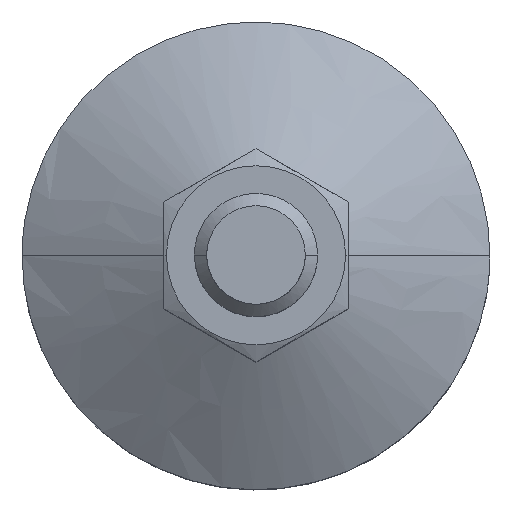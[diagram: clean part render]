
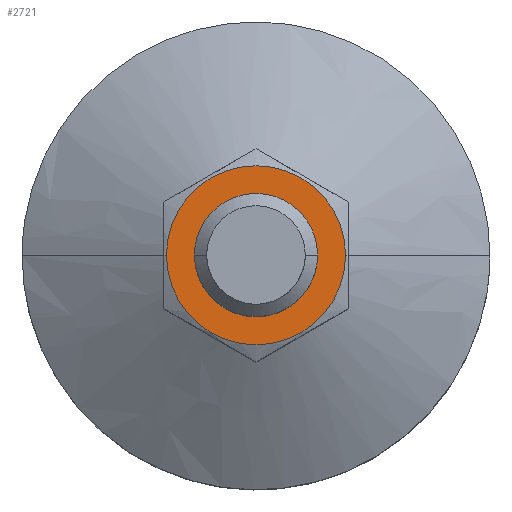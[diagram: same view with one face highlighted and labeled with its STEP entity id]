
A CAD part, top view. The second image highlights one B-rep face of the part: STEP entity #2721.
In plain terms, the highlighted planar face has unit normal (0, 0, 1).
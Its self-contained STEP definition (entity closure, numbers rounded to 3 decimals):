
#2247=CARTESIAN_POINT('',(0.394,0.0,3.305));
#2248=VERTEX_POINT('',#2247);
#2257=CARTESIAN_POINT('',(-0.394,0.,3.305));
#2258=VERTEX_POINT('',#2257);
#2259=CARTESIAN_POINT('',(0.0,0.0,3.305));
#2260=DIRECTION('',(0.0,0.0,1.0));
#2261=DIRECTION('',(1.0,0.0,0.0));
#2262=AXIS2_PLACEMENT_3D('',#2259,#2260,#2261);
#2263=CIRCLE('',#2262,0.394);
#2264=EDGE_CURVE('',#2248,#2258,#2263,.T.);
#2289=CARTESIAN_POINT('',(0.573,0.0,3.305));
#2290=VERTEX_POINT('',#2289);
#2299=CARTESIAN_POINT('',(-0.573,0.,3.305));
#2300=VERTEX_POINT('',#2299);
#2301=CARTESIAN_POINT('',(0.0,0.0,3.305));
#2302=DIRECTION('',(0.0,0.0,1.0));
#2303=DIRECTION('',(1.0,0.0,0.0));
#2304=AXIS2_PLACEMENT_3D('',#2301,#2302,#2303);
#2305=CIRCLE('',#2304,0.573);
#2306=EDGE_CURVE('',#2300,#2290,#2305,.T.);
#2692=CARTESIAN_POINT('',(0.0,0.0,3.305));
#2693=DIRECTION('',(0.0,0.0,1.0));
#2694=DIRECTION('',(1.0,0.0,0.0));
#2695=AXIS2_PLACEMENT_3D('',#2692,#2693,#2694);
#2696=CIRCLE('',#2695,0.573);
#2697=EDGE_CURVE('',#2290,#2300,#2696,.T.);
#2702=CARTESIAN_POINT('',(0.483,0.0,3.305));
#2703=DIRECTION('',(0.0,0.0,1.0));
#2704=DIRECTION('',(0.0,-1.0,0.0));
#2705=AXIS2_PLACEMENT_3D('',#2702,#2703,#2704);
#2706=PLANE('',#2705);
#2707=ORIENTED_EDGE('',*,*,#2697,.T.);
#2708=ORIENTED_EDGE('',*,*,#2306,.T.);
#2709=EDGE_LOOP('',(#2707,#2708));
#2710=FACE_OUTER_BOUND('',#2709,.T.);
#2711=ORIENTED_EDGE('',*,*,#2264,.F.);
#2712=CARTESIAN_POINT('',(0.0,0.0,3.305));
#2713=DIRECTION('',(0.0,0.0,1.0));
#2714=DIRECTION('',(1.0,0.0,0.0));
#2715=AXIS2_PLACEMENT_3D('',#2712,#2713,#2714);
#2716=CIRCLE('',#2715,0.394);
#2717=EDGE_CURVE('',#2258,#2248,#2716,.T.);
#2718=ORIENTED_EDGE('',*,*,#2717,.F.);
#2719=EDGE_LOOP('',(#2711,#2718));
#2720=FACE_BOUND('',#2719,.T.);
#2721=ADVANCED_FACE('',(#2710,#2720),#2706,.T.);
